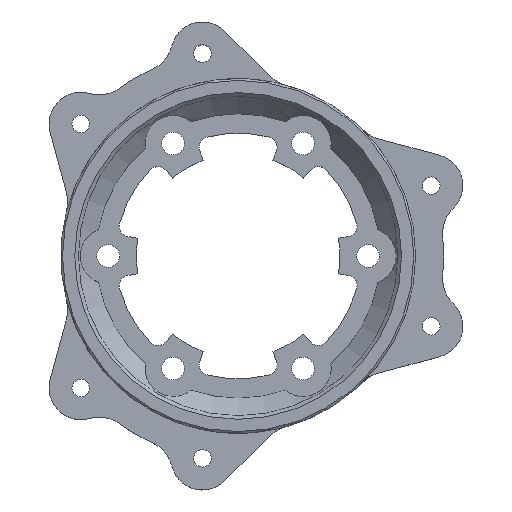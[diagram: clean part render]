
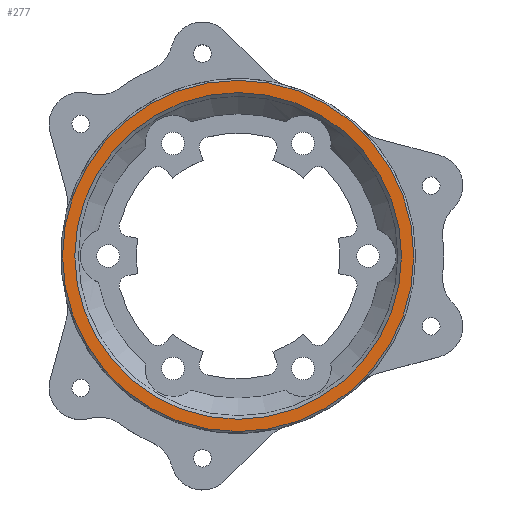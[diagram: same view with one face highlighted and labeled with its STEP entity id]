
A CAD part, top view. The second image highlights one B-rep face of the part: STEP entity #277.
In plain terms, the highlighted planar face has unit normal (0, 0, 1).
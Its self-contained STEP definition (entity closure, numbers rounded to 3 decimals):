
#277=ADVANCED_FACE('',(#609,#610),#611,.T.);
#609=FACE_BOUND('',#948,.T.);
#610=FACE_OUTER_BOUND('',#949,.T.);
#611=PLANE('',#950);
#948=EDGE_LOOP('',(#1748));
#949=EDGE_LOOP('',(#1749));
#950=AXIS2_PLACEMENT_3D('',#1750,#1751,#1752);
#1748=ORIENTED_EDGE('',*,*,#2181,.T.);
#1749=ORIENTED_EDGE('',*,*,#2137,.T.);
#1750=CARTESIAN_POINT('',(0.0,0.0,0.0));
#1751=DIRECTION('',(0.0,0.0,1.0));
#1752=DIRECTION('',(1.0,0.0,0.0));
#2137=EDGE_CURVE('',#2635,#2635,#2636,.T.);
#2181=EDGE_CURVE('',#2699,#2699,#2700,.F.);
#2635=VERTEX_POINT('',#3366);
#2636=CIRCLE('',#3367,50.0);
#2699=VERTEX_POINT('',#3441);
#2700=CIRCLE('',#3442,46.5);
#3366=CARTESIAN_POINT('',(50.0,0.0,0.0));
#3367=AXIS2_PLACEMENT_3D('',#3982,#3983,#3984);
#3441=CARTESIAN_POINT('',(46.5,0.,0.0));
#3442=AXIS2_PLACEMENT_3D('',#4062,#4063,#4064);
#3982=CARTESIAN_POINT('',(0.0,0.0,0.0));
#3983=DIRECTION('',(0.0,0.0,1.0));
#3984=DIRECTION('',(1.0,0.0,0.0));
#4062=CARTESIAN_POINT('',(0.0,0.0,0.0));
#4063=DIRECTION('',(0.0,0.0,1.0));
#4064=DIRECTION('',(1.0,0.0,0.0));
